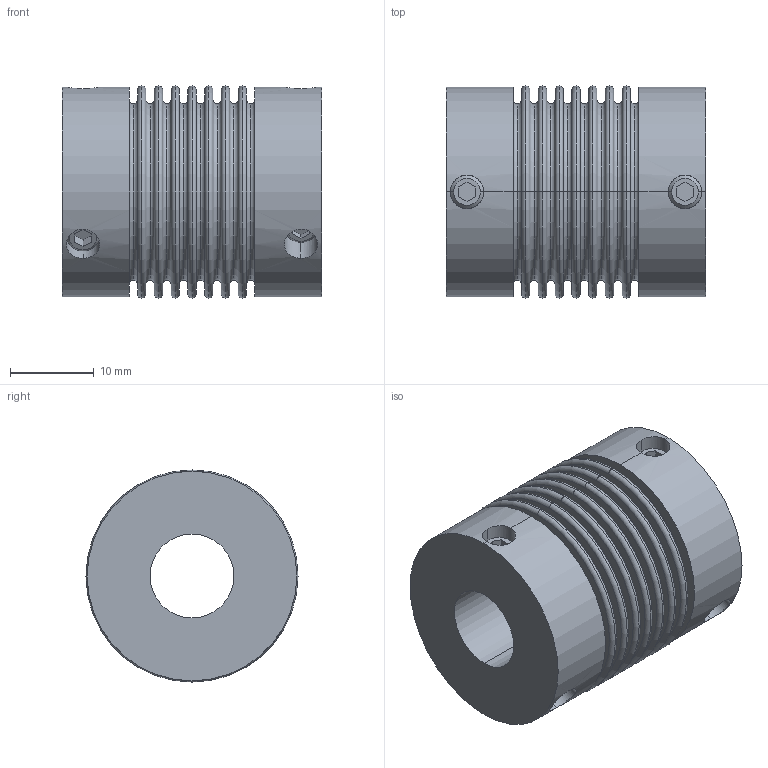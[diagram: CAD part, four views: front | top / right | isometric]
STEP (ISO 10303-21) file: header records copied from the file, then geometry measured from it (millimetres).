
FILE_DESCRIPTION(('STEP AP214'),'1');
FILE_NAME('cctmp_5434FC60-51C0-4A1D-9EC2-BFD174129B9F_2023_06_09_08_12_01_0388..stp','2023-06-09T06:12:01',('R+W Antriebselemente GmbH'),('CADClick - www.CADClick.com'),'Spatial InterOp 3D',' ','unknown authorization');
FILE_SCHEMA(('AUTOMOTIVE_DESIGN'));
Length unit declared in the file: millimetre
Products named in the file (1): MK1/20/31/10/10
Bounding box: 31 x 25.3 x 25.3 mm (x, y, z)
Volume: 10482.9 mm3; surface area: 6729.8 mm2
Topology: 1 solids, 1 shells, 138 faces, 304 edges, 192 vertices
Faces by surface type: torus 60, plane 52, cylinder 18, cone 8
Entity records: 5216 total; most frequent: CARTESIAN_POINT 879, DIRECTION 762, ORIENTED_EDGE 608, AXIS2_PLACEMENT_3D 331, EDGE_CURVE 304, VERTEX_POINT 192, CIRCLE 192, EDGE_LOOP 164
